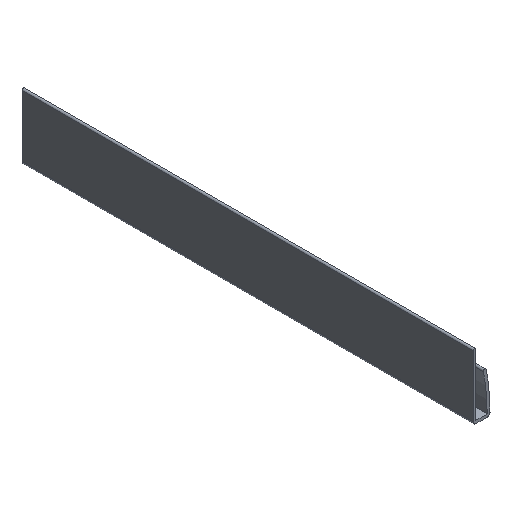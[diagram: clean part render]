
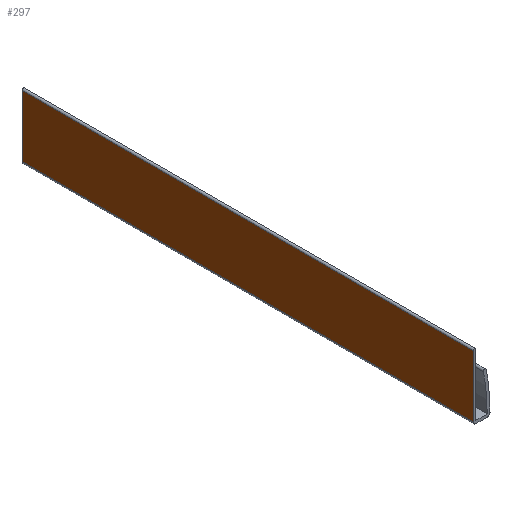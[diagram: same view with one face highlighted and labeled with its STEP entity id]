
A CAD part, isometric view. The second image highlights one B-rep face of the part: STEP entity #297.
In plain terms, the highlighted planar face has unit normal (-1, 0, 0).
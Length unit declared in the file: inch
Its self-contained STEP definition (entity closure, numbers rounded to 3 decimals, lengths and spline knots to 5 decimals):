
#234=CARTESIAN_POINT('',(-0.1125,6.0,0.856));
#235=VERTEX_POINT('',#234);
#243=CARTESIAN_POINT('',(-0.1125,-0.0,0.856));
#244=VERTEX_POINT('',#243);
#245=CARTESIAN_POINT('',(-0.1125,-0.0,0.856));
#246=DIRECTION('',(0.0,1.0,-0.0));
#247=VECTOR('',#246,1.0);
#248=LINE('',#245,#247);
#249=EDGE_CURVE('',#244,#235,#248,.T.);
#267=CARTESIAN_POINT('',(-0.1125,6.0,0.038));
#268=VERTEX_POINT('',#267);
#269=CARTESIAN_POINT('',(-0.1125,6.0,0.856));
#270=DIRECTION('',(0.0,-0.0,-1.0));
#271=VECTOR('',#270,1.0);
#272=LINE('',#269,#271);
#273=EDGE_CURVE('',#235,#268,#272,.T.);
#274=ORIENTED_EDGE('',*,*,#273,.T.);
#275=CARTESIAN_POINT('',(-0.1125,-0.0,0.038));
#276=VERTEX_POINT('',#275);
#277=CARTESIAN_POINT('',(-0.1125,-0.0,0.038));
#278=DIRECTION('',(0.0,1.0,-0.0));
#279=VECTOR('',#278,1.0);
#280=LINE('',#277,#279);
#281=EDGE_CURVE('',#276,#268,#280,.T.);
#282=ORIENTED_EDGE('',*,*,#281,.F.);
#283=CARTESIAN_POINT('',(-0.1125,-0.0,0.856));
#284=DIRECTION('',(0.0,-0.0,-1.0));
#285=VECTOR('',#284,1.0);
#286=LINE('',#283,#285);
#287=EDGE_CURVE('',#244,#276,#286,.T.);
#288=ORIENTED_EDGE('',*,*,#287,.F.);
#289=ORIENTED_EDGE('',*,*,#249,.T.);
#290=EDGE_LOOP('',(#274,#282,#288,#289));
#291=FACE_OUTER_BOUND('',#290,.T.);
#292=CARTESIAN_POINT('',(-0.1125,-0.0,0.447));
#293=DIRECTION('',(-1.0,0.0,-0.0));
#294=DIRECTION('',(-0.0,0.0,1.0));
#295=AXIS2_PLACEMENT_3D('',#292,#293,#294);
#296=PLANE('',#295);
#297=ADVANCED_FACE('',(#291),#296,.T.);
